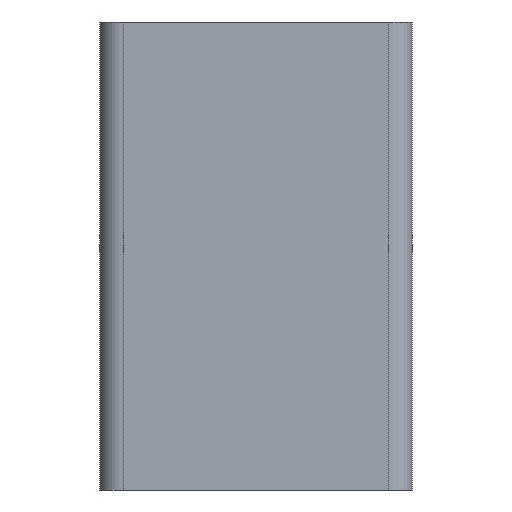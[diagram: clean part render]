
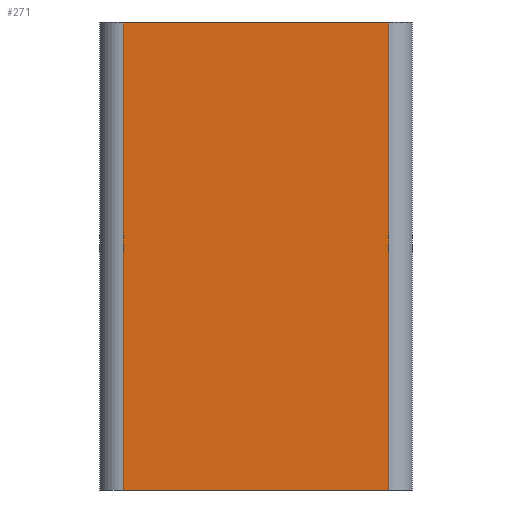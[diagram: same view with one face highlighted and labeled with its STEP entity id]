
A CAD part, left-side view. The second image highlights one B-rep face of the part: STEP entity #271.
In plain terms, the highlighted planar face has unit normal (-1, 0, 0).
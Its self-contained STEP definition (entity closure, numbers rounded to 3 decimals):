
#8 = VERTEX_POINT ( 'NONE', #1732 ) ;
#212 = VECTOR ( 'NONE', #346, 1000. ) ;
#271 = ADVANCED_FACE ( 'NONE', ( #2934 ), #3805, .T. ) ;
#346 = DIRECTION ( 'NONE',  ( 0., 0., 1. ) ) ;
#713 = CARTESIAN_POINT ( 'NONE',  ( -10., -8.5, 30. ) ) ;
#797 = EDGE_CURVE ( 'NONE', #2941, #1506, #1849, .T. ) ;
#958 = EDGE_CURVE ( 'NONE', #8, #1506, #1571, .T. ) ;
#1040 = LINE ( 'NONE', #4301, #3238 ) ;
#1506 = VERTEX_POINT ( 'NONE', #713 ) ;
#1571 = LINE ( 'NONE', #3067, #2825 ) ;
#1599 = EDGE_CURVE ( 'NONE', #4632, #2941, #1040, .T. ) ;
#1644 = DIRECTION ( 'NONE',  ( 0., -1., 0. ) ) ;
#1732 = CARTESIAN_POINT ( 'NONE',  ( -10., 8.5, 30. ) ) ;
#1849 = LINE ( 'NONE', #3752, #2625 ) ;
#1933 = ORIENTED_EDGE ( 'NONE', *, *, #1599, .T. ) ;
#1941 = LINE ( 'NONE', #2617, #212 ) ;
#2215 = DIRECTION ( 'NONE',  ( 0., 0., 1. ) ) ;
#2316 = DIRECTION ( 'NONE',  ( -1., 0., 0. ) ) ;
#2401 = CARTESIAN_POINT ( 'NONE',  ( -10., 8.5, 0. ) ) ;
#2617 = CARTESIAN_POINT ( 'NONE',  ( -10., 8.5, 0. ) ) ;
#2625 = VECTOR ( 'NONE', #2215, 1000. ) ;
#2716 = DIRECTION ( 'NONE',  ( 0., 0., 1. ) ) ;
#2825 = VECTOR ( 'NONE', #4236, 1000. ) ;
#2934 = FACE_OUTER_BOUND ( 'NONE', #3420, .T. ) ;
#2941 = VERTEX_POINT ( 'NONE', #3816 ) ;
#3067 = CARTESIAN_POINT ( 'NONE',  ( -10., 8.5, 30. ) ) ;
#3095 = ORIENTED_EDGE ( 'NONE', *, *, #3256, .F. ) ;
#3238 = VECTOR ( 'NONE', #1644, 1000. ) ;
#3256 = EDGE_CURVE ( 'NONE', #4632, #8, #1941, .T. ) ;
#3420 = EDGE_LOOP ( 'NONE', ( #3447, #3095, #1933, #4360 ) ) ;
#3447 = ORIENTED_EDGE ( 'NONE', *, *, #958, .F. ) ;
#3752 = CARTESIAN_POINT ( 'NONE',  ( -10., -8.5, 0. ) ) ;
#3805 = PLANE ( 'NONE',  #3879 ) ;
#3816 = CARTESIAN_POINT ( 'NONE',  ( -10., -8.5, 0. ) ) ;
#3879 = AXIS2_PLACEMENT_3D ( 'NONE', #4613, #2316, #2716 ) ;
#4236 = DIRECTION ( 'NONE',  ( 0., -1., 0. ) ) ;
#4301 = CARTESIAN_POINT ( 'NONE',  ( -10., 8.5, 0. ) ) ;
#4360 = ORIENTED_EDGE ( 'NONE', *, *, #797, .T. ) ;
#4613 = CARTESIAN_POINT ( 'NONE',  ( -10., 8.5, 0. ) ) ;
#4632 = VERTEX_POINT ( 'NONE', #2401 ) ;
